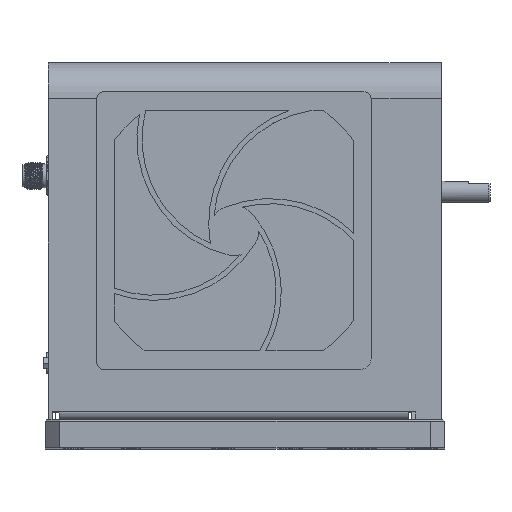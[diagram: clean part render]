
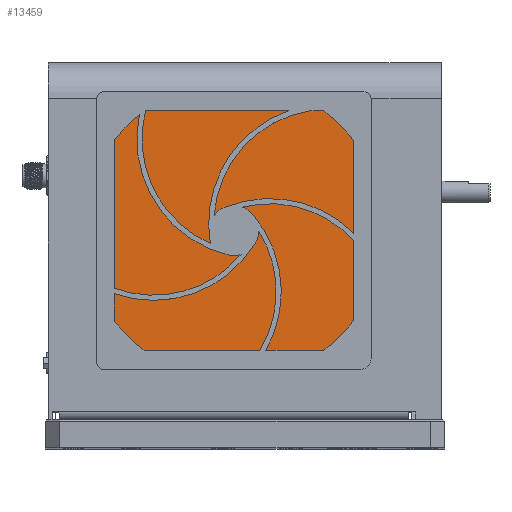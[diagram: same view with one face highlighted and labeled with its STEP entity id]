
A CAD part, top view. The second image highlights one B-rep face of the part: STEP entity #13459.
In plain terms, the highlighted planar face has unit normal (0, 0, 1).
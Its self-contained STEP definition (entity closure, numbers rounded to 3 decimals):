
#124 = CARTESIAN_POINT ( 'NONE',  ( 26.848, 144.412, 116.51 ) ) ;
#212 = EDGE_CURVE ( 'NONE', #5983, #9633, #10334, .T. ) ;
#482 = DIRECTION ( 'NONE',  ( -1., 0., 0. ) ) ;
#636 = VERTEX_POINT ( 'NONE', #12905 ) ;
#863 = EDGE_LOOP ( 'NONE', ( #14005, #15643, #4302, #17049, #20196, #8912, #26788, #13222 ) ) ;
#885 = DIRECTION ( 'NONE',  ( 0.707, 0.707, 0. ) ) ;
#1244 = EDGE_CURVE ( 'NONE', #24804, #17861, #10320, .T. ) ;
#2975 = CARTESIAN_POINT ( 'NONE',  ( 26.848, 49.162, 116.51 ) ) ;
#3593 = EDGE_CURVE ( 'NONE', #6772, #25883, #27295, .T. ) ;
#4302 = ORIENTED_EDGE ( 'NONE', *, *, #1244, .F. ) ;
#4674 = FACE_OUTER_BOUND ( 'NONE', #863, .T. ) ;
#5232 = CARTESIAN_POINT ( 'NONE',  ( 36.373, 39.637, 116.51 ) ) ;
#5909 = EDGE_CURVE ( 'NONE', #9633, #24804, #7123, .T. ) ;
#5983 = VERTEX_POINT ( 'NONE', #2975 ) ;
#6580 = DIRECTION ( 'NONE',  ( 0., 1., 0. ) ) ;
#6622 = VECTOR ( 'NONE', #24986, 1000. ) ;
#6772 = VERTEX_POINT ( 'NONE', #15129 ) ;
#7121 = LINE ( 'NONE', #19505, #23705 ) ;
#7123 = LINE ( 'NONE', #24085, #19617 ) ;
#7827 = CARTESIAN_POINT ( 'NONE',  ( 131.623, 153.937, 116.51 ) ) ;
#8912 = ORIENTED_EDGE ( 'NONE', *, *, #22255, .F. ) ;
#9633 = VERTEX_POINT ( 'NONE', #124 ) ;
#9830 = CARTESIAN_POINT ( 'NONE',  ( 36.373, 153.937, 116.51 ) ) ;
#10320 = LINE ( 'NONE', #7827, #17505 ) ;
#10334 = LINE ( 'NONE', #14507, #14614 ) ;
#10466 = CARTESIAN_POINT ( 'NONE',  ( 131.623, 153.937, 116.51 ) ) ;
#11275 = DIRECTION ( 'NONE',  ( -0.707, 0.707, 0. ) ) ;
#11797 = LINE ( 'NONE', #24446, #21221 ) ;
#12323 = VECTOR ( 'NONE', #11275, 1000. ) ;
#12592 = DIRECTION ( 'NONE',  ( 0., 0., 1. ) ) ;
#12905 = CARTESIAN_POINT ( 'NONE',  ( 131.623, 39.637, 116.51 ) ) ;
#13124 = AXIS2_PLACEMENT_3D ( 'NONE', #25651, #12592, #23165 ) ;
#13222 = ORIENTED_EDGE ( 'NONE', *, *, #24104, .F. ) ;
#13459 = ADVANCED_FACE ( 'NONE', ( #4674 ), #16902, .T. ) ;
#14005 = ORIENTED_EDGE ( 'NONE', *, *, #3593, .F. ) ;
#14507 = CARTESIAN_POINT ( 'NONE',  ( 26.848, 49.162, 116.51 ) ) ;
#14614 = VECTOR ( 'NONE', #6580, 1000. ) ;
#15129 = CARTESIAN_POINT ( 'NONE',  ( 141.148, 144.412, 116.51 ) ) ;
#15643 = ORIENTED_EDGE ( 'NONE', *, *, #16192, .F. ) ;
#16192 = EDGE_CURVE ( 'NONE', #17861, #6772, #11797, .T. ) ;
#16516 = LINE ( 'NONE', #27353, #6622 ) ;
#16738 = CARTESIAN_POINT ( 'NONE',  ( 141.148, 49.162, 116.51 ) ) ;
#16902 = PLANE ( 'NONE',  #13124 ) ;
#17049 = ORIENTED_EDGE ( 'NONE', *, *, #5909, .F. ) ;
#17505 = VECTOR ( 'NONE', #26995, 1000. ) ;
#17861 = VERTEX_POINT ( 'NONE', #10466 ) ;
#17896 = DIRECTION ( 'NONE',  ( 0.707, -0.707, 0. ) ) ;
#17956 = VECTOR ( 'NONE', #25218, 1000. ) ;
#19031 = EDGE_CURVE ( 'NONE', #636, #22692, #7121, .T. ) ;
#19487 = LINE ( 'NONE', #26011, #12323 ) ;
#19505 = CARTESIAN_POINT ( 'NONE',  ( 131.623, 39.637, 116.51 ) ) ;
#19617 = VECTOR ( 'NONE', #885, 1000. ) ;
#20196 = ORIENTED_EDGE ( 'NONE', *, *, #212, .F. ) ;
#21221 = VECTOR ( 'NONE', #17896, 1000. ) ;
#22255 = EDGE_CURVE ( 'NONE', #22692, #5983, #19487, .T. ) ;
#22692 = VERTEX_POINT ( 'NONE', #5232 ) ;
#23165 = DIRECTION ( 'NONE',  ( 1., 0., 0. ) ) ;
#23705 = VECTOR ( 'NONE', #482, 1000. ) ;
#24085 = CARTESIAN_POINT ( 'NONE',  ( 36.373, 153.937, 116.51 ) ) ;
#24104 = EDGE_CURVE ( 'NONE', #25883, #636, #16516, .T. ) ;
#24446 = CARTESIAN_POINT ( 'NONE',  ( 141.148, 144.412, 116.51 ) ) ;
#24804 = VERTEX_POINT ( 'NONE', #9830 ) ;
#24986 = DIRECTION ( 'NONE',  ( -0.707, -0.707, 0. ) ) ;
#25218 = DIRECTION ( 'NONE',  ( 0., -1., 0. ) ) ;
#25651 = CARTESIAN_POINT ( 'NONE',  ( 141.148, 153.937, 116.51 ) ) ;
#25847 = CARTESIAN_POINT ( 'NONE',  ( 141.148, 49.162, 116.51 ) ) ;
#25883 = VERTEX_POINT ( 'NONE', #25847 ) ;
#26011 = CARTESIAN_POINT ( 'NONE',  ( 36.373, 39.637, 116.51 ) ) ;
#26788 = ORIENTED_EDGE ( 'NONE', *, *, #19031, .F. ) ;
#26995 = DIRECTION ( 'NONE',  ( 1., 0., 0. ) ) ;
#27295 = LINE ( 'NONE', #16738, #17956 ) ;
#27353 = CARTESIAN_POINT ( 'NONE',  ( 131.623, 39.637, 116.51 ) ) ;
